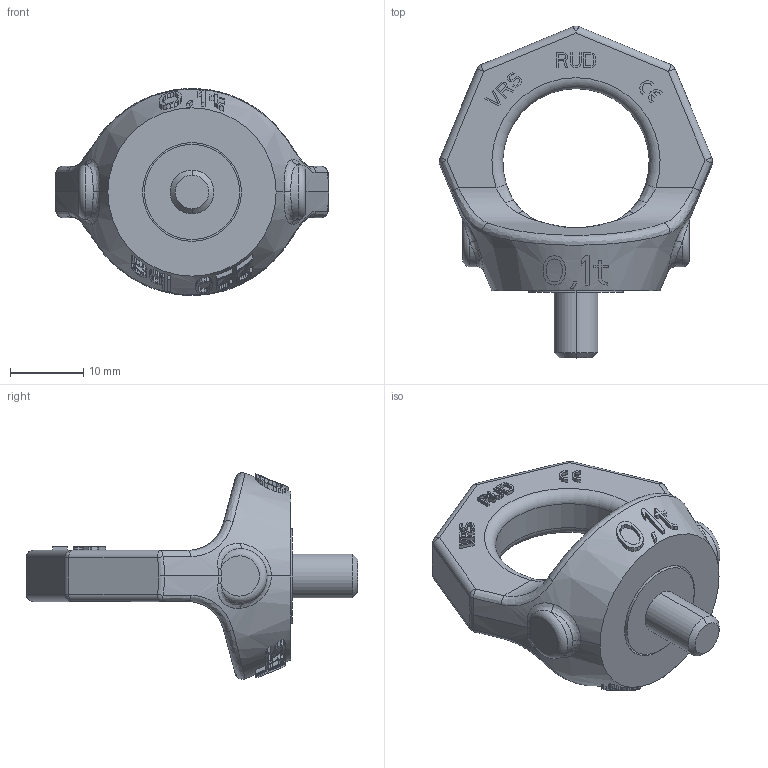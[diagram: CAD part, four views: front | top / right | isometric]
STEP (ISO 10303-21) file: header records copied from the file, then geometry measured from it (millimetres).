
FILE_DESCRIPTION((''),'2;1');
FILE_NAME('001-M35303-P-1_ASM','2018-08-21T',('Andreas.Wendler'),(''),'PRO/ENGINEER BY PARAMETRIC TECHNOLOGY CORPORATION, 2011490','PRO/ENGINEER BY PARAMETRIC TECHNOLOGY CORPORATION, 2011490','');
FILE_SCHEMA(('CONFIG_CONTROL_DESIGN'));
Length unit declared in the file: millimetre
Products named in the file (3): 001-M35303-P-1; 001-M32577-P-2; 001-M35303-P-1_ASM
Assembly tree (2 placements, depth 2):
  001-M35303-P-1_ASM
    001-M35303-P-1
    001-M32577-P-2
Bounding box: 37.42 x 45.36 x 28.28 mm (x, y, z)
Volume: 8239.3 mm3; surface area: 4703.7 mm2
Topology: 2 solids, 2 shells, 655 faces, 1801 edges, 1178 vertices
Faces by surface type: plane 545, bspline 40, cylinder 37, cone 17, sphere 10, torus 6
Entity records: 22727 total; most frequent: CARTESIAN_POINT 7087, ORIENTED_EDGE 3602, DIRECTION 2666, EDGE_CURVE 1801, VERTEX_POINT 1178, VECTOR 1070, LINE 1070, AXIS2_PLACEMENT_3D 798
